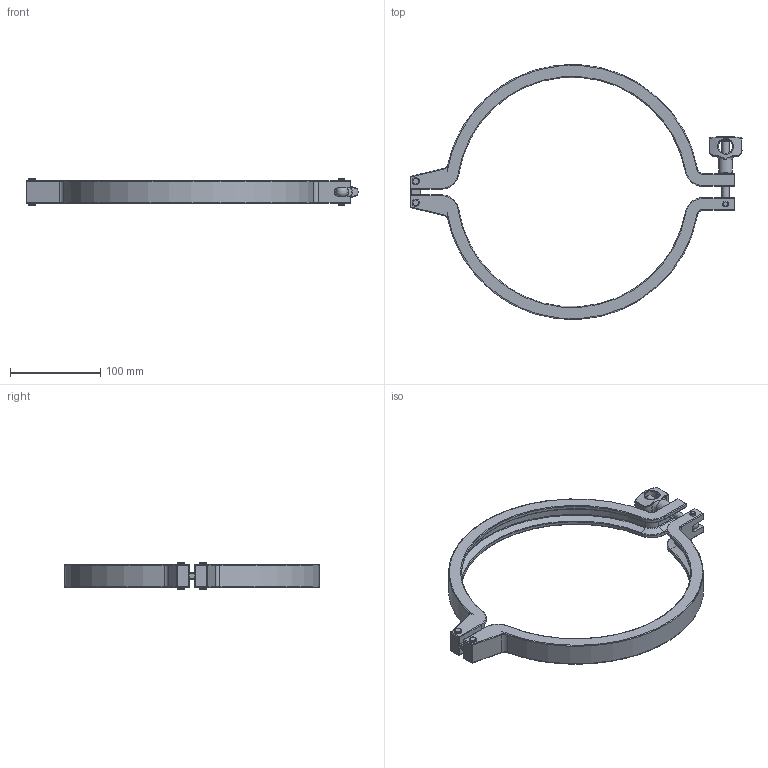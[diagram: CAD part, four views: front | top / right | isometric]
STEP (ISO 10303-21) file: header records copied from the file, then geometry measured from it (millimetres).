
FILE_DESCRIPTION(/* description */ (''),/* implementation_level */ '2;1');
FILE_NAME(/* name */ '13MHHM-10.stp',/* time_stamp */ '2024-05-01T14:02:19-04:00',/* author */ ('brad'),/* organization */ (''),/* preprocessor_version */ 'ST-DEVELOPER v20',/* originating_system */ 'Autodesk Inventor 2024',/* authorisation */ '');
FILE_SCHEMA (('AUTOMOTIVE_DESIGN { 1 0 10303 214 3 1 1 }'));
Length unit declared in the file: inch
Products named in the file (1): 13MHHM-10
Bounding box: 367.45 x 282.07 x 30.16 mm (x, y, z)
Volume: 256741.9 mm3; surface area: 92108.6 mm2
Topology: 1 solids, 1 shells, 242 faces, 589 edges, 336 vertices
Faces by surface type: cylinder 82, torus 65, plane 54, bspline 20, cone 13, sphere 8
Full cylindrical faces by diameter (mm): 6.35 x2, 7.938 x6, 15.24 x1, 15.875 x1
Entity records: 9356 total; most frequent: CARTESIAN_POINT 3457, DIRECTION 1251, ORIENTED_EDGE 1150, EDGE_CURVE 575, AXIS2_PLACEMENT_3D 525, VERTEX_POINT 336, CIRCLE 300, EDGE_LOOP 253
